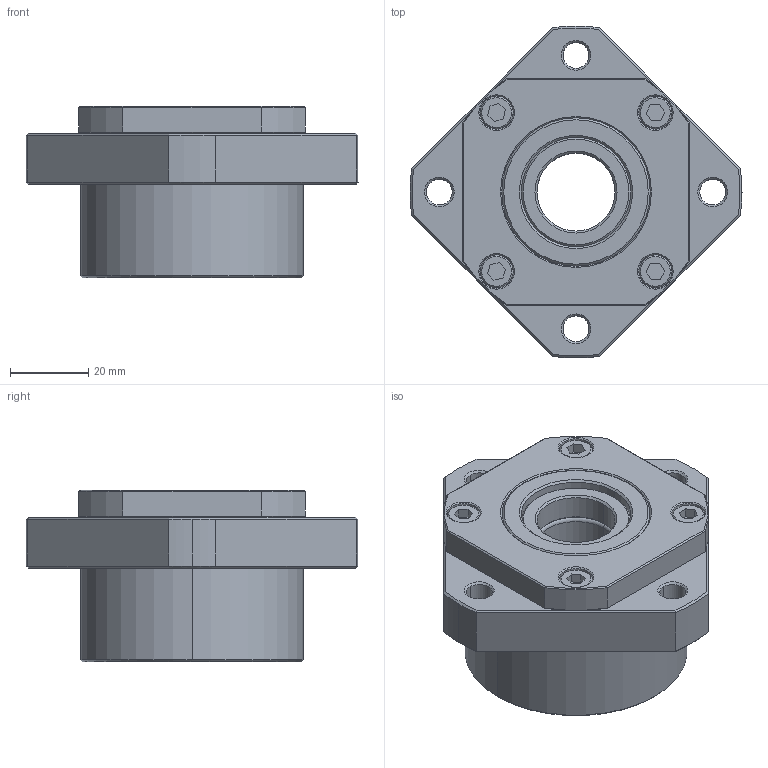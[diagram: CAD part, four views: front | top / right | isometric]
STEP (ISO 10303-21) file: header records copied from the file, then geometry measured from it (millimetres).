
FILE_DESCRIPTION (( 'STEP AP203' ), '1' );
FILE_NAME ('FK 20.STEP', '2014-10-24T07:10:10', ( 'star' ), ( '' ), 'SwSTEP 2.0', 'SolidWorks 2013', '' );
FILE_SCHEMA (( 'CONFIG_CONTROL_DESIGN' ));
Length unit declared in the file: millimetre
Products named in the file (7): FK 20; FK 20 OILSEAL; FK 20 COLLAR; #7204(20X47X14); FK 20 COVER; M5X8; FK 20 BLOCK
Assembly tree (12 placements, depth 2):
  FK 20
    M5X8  x4
    FK 20 OILSEAL  x2
    #7204(20X47X14)  x2
    FK 20 BLOCK
    FK 20 COLLAR  x2
    FK 20 COVER
Bounding box: 85 x 84.95 x 44 mm (x, y, z)
Volume: 107707.1 mm3; surface area: 55888.6 mm2
Topology: 12 solids, 12 shells, 490 faces, 1419 edges, 866 vertices
Faces by surface type: plane 144, cone 120, cylinder 107, bspline 103, torus 16
Entity records: 18328 total; most frequent: CARTESIAN_POINT 8707, ORIENTED_EDGE 1930, DIRECTION 1689, EDGE_CURVE 965, AXIS2_PLACEMENT_3D 654, VERTEX_POINT 622, EDGE_LOOP 411, VECTOR 381
